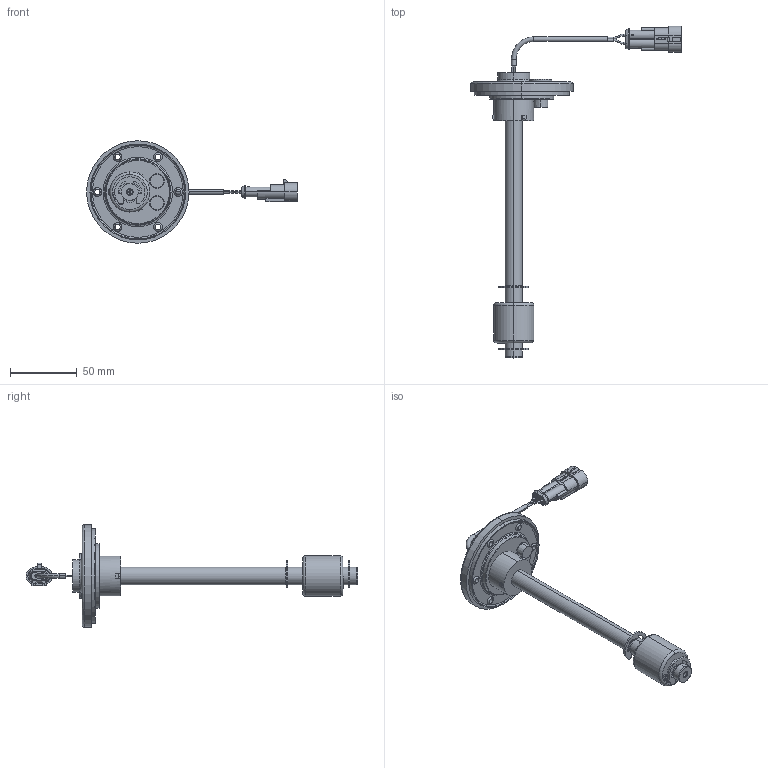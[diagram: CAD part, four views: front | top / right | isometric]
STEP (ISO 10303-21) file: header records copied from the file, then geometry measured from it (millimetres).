
FILE_DESCRIPTION (( 'STEP AP214' ), '1' );
FILE_NAME ('SPB.STEP', '2025-01-22T08:38:53', ( '' ), ( '' ), 'SwSTEP 2.0', 'SolidWorks 2019', '' );
FILE_SCHEMA (( 'AUTOMOTIVE_DESIGN' ));
Length unit declared in the file: millimetre
Products named in the file (1): SPB
Bounding box: 157.39 x 247.8 x 76.5 mm (x, y, z)
Surface area: 36337.6 mm2 (no closed solid volume)
Topology: 0 solids, 14 shells, 368 faces, 1126 edges, 765 vertices
Faces by surface type: cylinder 144, plane 139, torus 43, cone 33, bspline 9
Entity records: 17594 total; most frequent: CARTESIAN_POINT 3308, DIRECTION 2265, ORIENTED_EDGE 1941, EDGE_CURVE 1125, AXIS2_PLACEMENT_3D 850, VERTEX_POINT 765, LINE 565, VECTOR 565
